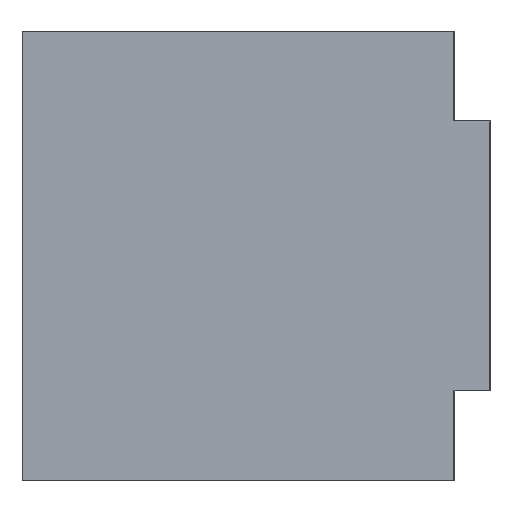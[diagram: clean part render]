
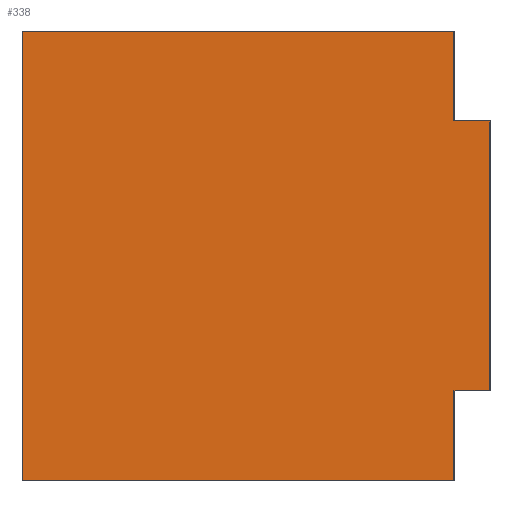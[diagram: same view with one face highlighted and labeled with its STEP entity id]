
A CAD part, left-side view. The second image highlights one B-rep face of the part: STEP entity #338.
In plain terms, the highlighted planar face has unit normal (-1, 0, 0).
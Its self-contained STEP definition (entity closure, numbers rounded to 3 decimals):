
#28 = CARTESIAN_POINT ( 'NONE',  ( -3.85, 0., -0.75 ) ) ;
#31 = CARTESIAN_POINT ( 'NONE',  ( -3.85, 2.6, -1.25 ) ) ;
#34 = CARTESIAN_POINT ( 'NONE',  ( -3.85, 0.2, -1.25 ) ) ;
#38 = CARTESIAN_POINT ( 'NONE',  ( -3.85, 0.2, 1.25 ) ) ;
#39 = CARTESIAN_POINT ( 'NONE',  ( -3.85, 0., 0.75 ) ) ;
#40 = CARTESIAN_POINT ( 'NONE',  ( -3.85, 0.2, 0.75 ) ) ;
#41 = CARTESIAN_POINT ( 'NONE',  ( -3.85, 0.2, -0.75 ) ) ;
#42 = CARTESIAN_POINT ( 'NONE',  ( -3.85, 2.6, 1.25 ) ) ;
#47 = DIRECTION ( 'NONE',  ( 0., 0., -1. ) ) ;
#48 = DIRECTION ( 'NONE',  ( 1., 0., 0. ) ) ;
#49 = CARTESIAN_POINT ( 'NONE',  ( -3.85, 2.6, -1.25 ) ) ;
#50 = PLANE ( 'NONE',  #177 ) ;
#111 = ORIENTED_EDGE ( 'NONE', *, *, #312, .F. ) ;
#122 = ORIENTED_EDGE ( 'NONE', *, *, #313, .T. ) ;
#126 = ORIENTED_EDGE ( 'NONE', *, *, #310, .T. ) ;
#127 = ORIENTED_EDGE ( 'NONE', *, *, #311, .F. ) ;
#128 = ORIENTED_EDGE ( 'NONE', *, *, #299, .T. ) ;
#139 = ORIENTED_EDGE ( 'NONE', *, *, #304, .T. ) ;
#140 = ORIENTED_EDGE ( 'NONE', *, *, #309, .F. ) ;
#141 = ORIENTED_EDGE ( 'NONE', *, *, #307, .F. ) ;
#156 = FACE_OUTER_BOUND ( 'NONE', #459, .T. ) ;
#177 = AXIS2_PLACEMENT_3D ( 'NONE', #49, #48, #47 ) ;
#207 = VECTOR ( 'NONE', #387, 1000. ) ;
#229 = VECTOR ( 'NONE', #425, 1000. ) ;
#232 = VECTOR ( 'NONE', #429, 1000. ) ;
#242 = VECTOR ( 'NONE', #388, 1000. ) ;
#243 = VECTOR ( 'NONE', #372, 1000. ) ;
#245 = VECTOR ( 'NONE', #375, 1000. ) ;
#246 = VECTOR ( 'NONE', #376, 1000. ) ;
#247 = VECTOR ( 'NONE', #383, 1000. ) ;
#299 = EDGE_CURVE ( 'NONE', #461, #454, #403, .T. ) ;
#304 = EDGE_CURVE ( 'NONE', #448, #462, #416, .T. ) ;
#307 = EDGE_CURVE ( 'NONE', #437, #462, #390, .T. ) ;
#309 = EDGE_CURVE ( 'NONE', #457, #437, #378, .T. ) ;
#310 = EDGE_CURVE ( 'NONE', #457, #461, #395, .T. ) ;
#311 = EDGE_CURVE ( 'NONE', #466, #454, #386, .T. ) ;
#312 = EDGE_CURVE ( 'NONE', #443, #466, #381, .T. ) ;
#313 = EDGE_CURVE ( 'NONE', #443, #448, #374, .T. ) ;
#338 = ADVANCED_FACE ( 'NONE', ( #156 ), #50, .F. ) ;
#372 = DIRECTION ( 'NONE',  ( 0., -1., 0. ) ) ;
#373 = CARTESIAN_POINT ( 'NONE',  ( -3.85, 2.6, -1.25 ) ) ;
#374 = LINE ( 'NONE', #373, #243 ) ;
#375 = DIRECTION ( 'NONE',  ( 0., 0., -1. ) ) ;
#376 = DIRECTION ( 'NONE',  ( 0., 0., 1. ) ) ;
#377 = CARTESIAN_POINT ( 'NONE',  ( -3.85, 0., -0.75 ) ) ;
#378 = LINE ( 'NONE', #377, #245 ) ;
#380 = CARTESIAN_POINT ( 'NONE',  ( -3.85, 2.6, -1.25 ) ) ;
#381 = LINE ( 'NONE', #380, #246 ) ;
#383 = DIRECTION ( 'NONE',  ( 0., -1., 0. ) ) ;
#385 = CARTESIAN_POINT ( 'NONE',  ( -3.85, 2.6, 1.25 ) ) ;
#386 = LINE ( 'NONE', #385, #247 ) ;
#387 = DIRECTION ( 'NONE',  ( 0., 1., 0. ) ) ;
#388 = DIRECTION ( 'NONE',  ( 0., 1., 0. ) ) ;
#389 = CARTESIAN_POINT ( 'NONE',  ( -3.85, 0., -0.75 ) ) ;
#390 = LINE ( 'NONE', #389, #207 ) ;
#391 = CARTESIAN_POINT ( 'NONE',  ( -3.85, 0., 0.75 ) ) ;
#395 = LINE ( 'NONE', #391, #242 ) ;
#401 = CARTESIAN_POINT ( 'NONE',  ( -3.85, 0.2, -1.25 ) ) ;
#403 = LINE ( 'NONE', #422, #229 ) ;
#416 = LINE ( 'NONE', #401, #232 ) ;
#422 = CARTESIAN_POINT ( 'NONE',  ( -3.85, 0.2, -1.25 ) ) ;
#425 = DIRECTION ( 'NONE',  ( 0., 0., 1. ) ) ;
#429 = DIRECTION ( 'NONE',  ( 0., 0., 1. ) ) ;
#437 = VERTEX_POINT ( 'NONE', #28 ) ;
#443 = VERTEX_POINT ( 'NONE', #31 ) ;
#448 = VERTEX_POINT ( 'NONE', #34 ) ;
#454 = VERTEX_POINT ( 'NONE', #38 ) ;
#457 = VERTEX_POINT ( 'NONE', #39 ) ;
#459 = EDGE_LOOP ( 'NONE', ( #139, #141, #140, #126, #128, #127, #111, #122 ) ) ;
#461 = VERTEX_POINT ( 'NONE', #40 ) ;
#462 = VERTEX_POINT ( 'NONE', #41 ) ;
#466 = VERTEX_POINT ( 'NONE', #42 ) ;
